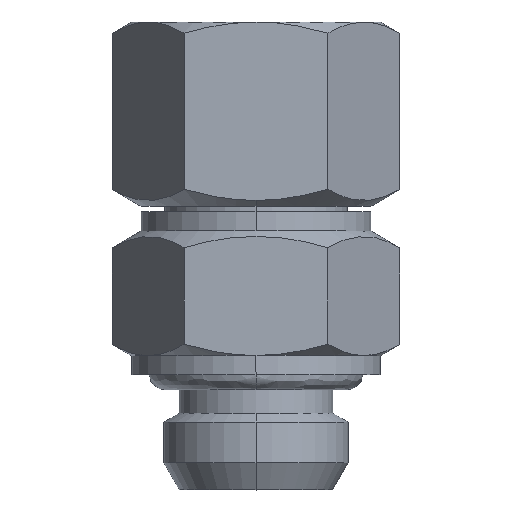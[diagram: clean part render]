
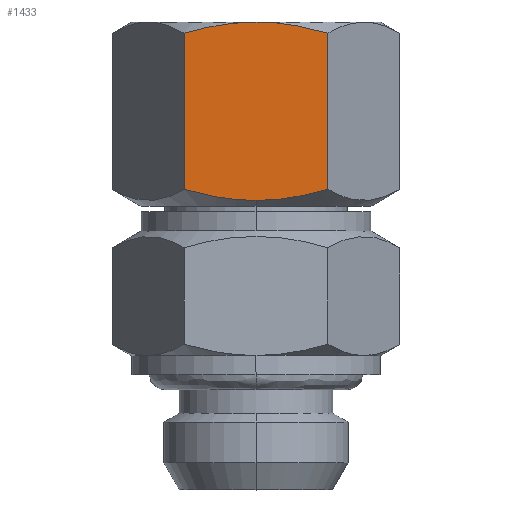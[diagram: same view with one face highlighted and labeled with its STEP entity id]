
A CAD part, top view. The second image highlights one B-rep face of the part: STEP entity #1433.
In plain terms, the highlighted planar face has unit normal (0, 0, 1).
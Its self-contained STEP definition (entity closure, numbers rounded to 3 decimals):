
#40 = CARTESIAN_POINT ( 'NONE',  ( -2.527, 15.773, 6.5 ) ) ;
#157 = CARTESIAN_POINT ( 'NONE',  ( 0., 6.689, 6.5 ) ) ;
#351 = CARTESIAN_POINT ( 'NONE',  ( 2.527, 15.773, 6.5 ) ) ;
#362 = VECTOR ( 'NONE', #2459, 1000. ) ;
#382 = AXIS2_PLACEMENT_3D ( 'NONE', #1453, #1379, #1370 ) ;
#405 = B_SPLINE_CURVE_WITH_KNOTS ( 'NONE', 3,
 ( #3085, #351, #1284, #1256 ),
 .UNSPECIFIED., .F., .F.,
 ( 4, 4 ),
 ( 0., 0.004 ),
 .UNSPECIFIED. ) ;
#454 = CARTESIAN_POINT ( 'NONE',  ( -1.281, 16., 6.5 ) ) ;
#476 = EDGE_CURVE ( 'NONE', #2371, #2299, #536, .T. ) ;
#481 = FACE_OUTER_BOUND ( 'NONE', #1092, .T. ) ;
#515 = ORIENTED_EDGE ( 'NONE', *, *, #2437, .T. ) ;
#536 = LINE ( 'NONE', #2470, #362 ) ;
#639 = VERTEX_POINT ( 'NONE', #1974 ) ;
#686 = CARTESIAN_POINT ( 'NONE',  ( 0., 16., 6.5 ) ) ;
#781 = ORIENTED_EDGE ( 'NONE', *, *, #1429, .T. ) ;
#861 = ORIENTED_EDGE ( 'NONE', *, *, #2423, .T. ) ;
#872 = ORIENTED_EDGE ( 'NONE', *, *, #2607, .T. ) ;
#1066 = EDGE_CURVE ( 'NONE', #2371, #639, #405, .T. ) ;
#1092 = EDGE_LOOP ( 'NONE', ( #2216, #861, #515, #781, #872, #1679 ) ) ;
#1256 = CARTESIAN_POINT ( 'NONE',  ( 0., 16., 6.5 ) ) ;
#1284 = CARTESIAN_POINT ( 'NONE',  ( 1.281, 16., 6.5 ) ) ;
#1347 = VERTEX_POINT ( 'NONE', #2129 ) ;
#1370 = DIRECTION ( 'NONE',  ( 1., 0., 0. ) ) ;
#1379 = DIRECTION ( 'NONE',  ( 0., 0., 1. ) ) ;
#1416 = PLANE ( 'NONE',  #382 ) ;
#1428 = CARTESIAN_POINT ( 'NONE',  ( 0., 6.689, 6.5 ) ) ;
#1429 = EDGE_CURVE ( 'NONE', #1347, #2222, #3199, .T. ) ;
#1432 = CARTESIAN_POINT ( 'NONE',  ( -1.281, 6.689, 6.5 ) ) ;
#1433 = ADVANCED_FACE ( 'NONE', ( #481 ), #1416, .T. ) ;
#1453 = CARTESIAN_POINT ( 'NONE',  ( -3.753, 6.565, 6.5 ) ) ;
#1475 = CARTESIAN_POINT ( 'NONE',  ( -3.753, 7.269, 6.5 ) ) ;
#1529 = CARTESIAN_POINT ( 'NONE',  ( 3.753, 7.269, 6.5 ) ) ;
#1555 = CARTESIAN_POINT ( 'NONE',  ( 2.527, 6.915, 6.5 ) ) ;
#1597 = CARTESIAN_POINT ( 'NONE',  ( 0., 6.689, 6.5 ) ) ;
#1602 = CARTESIAN_POINT ( 'NONE',  ( -2.527, 6.915, 6.5 ) ) ;
#1615 = CARTESIAN_POINT ( 'NONE',  ( 1.281, 6.689, 6.5 ) ) ;
#1679 = ORIENTED_EDGE ( 'NONE', *, *, #476, .F. ) ;
#1721 = B_SPLINE_CURVE_WITH_KNOTS ( 'NONE', 3,
 ( #686, #454, #40, #3195 ),
 .UNSPECIFIED., .F., .F.,
 ( 4, 4 ),
 ( 0., 0.004 ),
 .UNSPECIFIED. ) ;
#1836 = LINE ( 'NONE', #3170, #1872 ) ;
#1872 = VECTOR ( 'NONE', #3137, 1000. ) ;
#1944 = B_SPLINE_CURVE_WITH_KNOTS ( 'NONE', 3,
 ( #1597, #1615, #1555, #1529 ),
 .UNSPECIFIED., .F., .F.,
 ( 4, 4 ),
 ( 0., 0.004 ),
 .UNSPECIFIED. ) ;
#1974 = CARTESIAN_POINT ( 'NONE',  ( 0., 16., 6.5 ) ) ;
#2129 = CARTESIAN_POINT ( 'NONE',  ( -3.753, 7.269, 6.5 ) ) ;
#2216 = ORIENTED_EDGE ( 'NONE', *, *, #1066, .T. ) ;
#2222 = VERTEX_POINT ( 'NONE', #157 ) ;
#2299 = VERTEX_POINT ( 'NONE', #2654 ) ;
#2371 = VERTEX_POINT ( 'NONE', #2919 ) ;
#2423 = EDGE_CURVE ( 'NONE', #639, #2557, #1721, .T. ) ;
#2437 = EDGE_CURVE ( 'NONE', #2557, #1347, #1836, .T. ) ;
#2459 = DIRECTION ( 'NONE',  ( 0., -1., 0. ) ) ;
#2470 = CARTESIAN_POINT ( 'NONE',  ( 3.753, 11.33, 6.5 ) ) ;
#2557 = VERTEX_POINT ( 'NONE', #2772 ) ;
#2607 = EDGE_CURVE ( 'NONE', #2222, #2299, #1944, .T. ) ;
#2654 = CARTESIAN_POINT ( 'NONE',  ( 3.753, 7.269, 6.5 ) ) ;
#2772 = CARTESIAN_POINT ( 'NONE',  ( -3.753, 15.419, 6.5 ) ) ;
#2919 = CARTESIAN_POINT ( 'NONE',  ( 3.753, 15.419, 6.5 ) ) ;
#3085 = CARTESIAN_POINT ( 'NONE',  ( 3.753, 15.419, 6.5 ) ) ;
#3137 = DIRECTION ( 'NONE',  ( 0., -1., 0. ) ) ;
#3170 = CARTESIAN_POINT ( 'NONE',  ( -3.753, 11.311, 6.5 ) ) ;
#3195 = CARTESIAN_POINT ( 'NONE',  ( -3.753, 15.419, 6.5 ) ) ;
#3199 = B_SPLINE_CURVE_WITH_KNOTS ( 'NONE', 3,
 ( #1475, #1602, #1432, #1428 ),
 .UNSPECIFIED., .F., .F.,
 ( 4, 4 ),
 ( -0.004, 0. ),
 .UNSPECIFIED. ) ;
